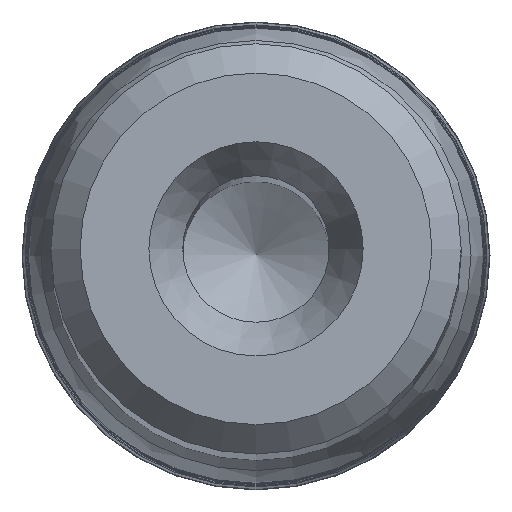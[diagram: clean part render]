
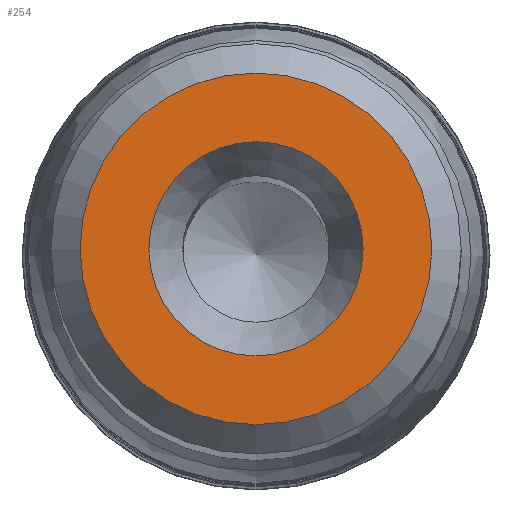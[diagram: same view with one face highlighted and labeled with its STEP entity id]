
A CAD part, top view. The second image highlights one B-rep face of the part: STEP entity #254.
In plain terms, the highlighted planar face has unit normal (0, 0, 1).
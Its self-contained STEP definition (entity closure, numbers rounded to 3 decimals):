
#238=PLANE('',#1058);
#254=ADVANCED_FACE('',(#343,#344),#238,.F.);
#343=FACE_BOUND('',#500,.T.);
#344=FACE_BOUND('',#501,.T.);
#500=EDGE_LOOP('',(#656));
#501=EDGE_LOOP('',(#657));
#656=ORIENTED_EDGE('',*,*,#891,.T.);
#657=ORIENTED_EDGE('',*,*,#892,.T.);
#812=VERTEX_POINT('',#1424);
#813=VERTEX_POINT('',#1426);
#891=EDGE_CURVE('',#812,#812,#969,.T.);
#892=EDGE_CURVE('',#813,#813,#970,.T.);
#969=CIRCLE('',#1056,3.655);
#970=CIRCLE('',#1057,6.);
#1056=AXIS2_PLACEMENT_3D('',#1423,#1178,#1179);
#1057=AXIS2_PLACEMENT_3D('',#1425,#1180,#1181);
#1058=AXIS2_PLACEMENT_3D('',#1427,#1182,#1183);
#1178=DIRECTION('',(0.,0.,-1.));
#1179=DIRECTION('',(-1.,0.,0.));
#1180=DIRECTION('',(0.,0.,1.));
#1181=DIRECTION('',(-1.,0.,0.));
#1182=DIRECTION('',(0.,0.,-1.));
#1183=DIRECTION('',(-1.,0.,0.));
#1423=CARTESIAN_POINT('',(0.,0.,120.));
#1424=CARTESIAN_POINT('',(-3.655,0.,120.));
#1425=CARTESIAN_POINT('',(0.,0.,120.));
#1426=CARTESIAN_POINT('',(-6.,0.,120.));
#1427=CARTESIAN_POINT('',(0.,0.,120.));
